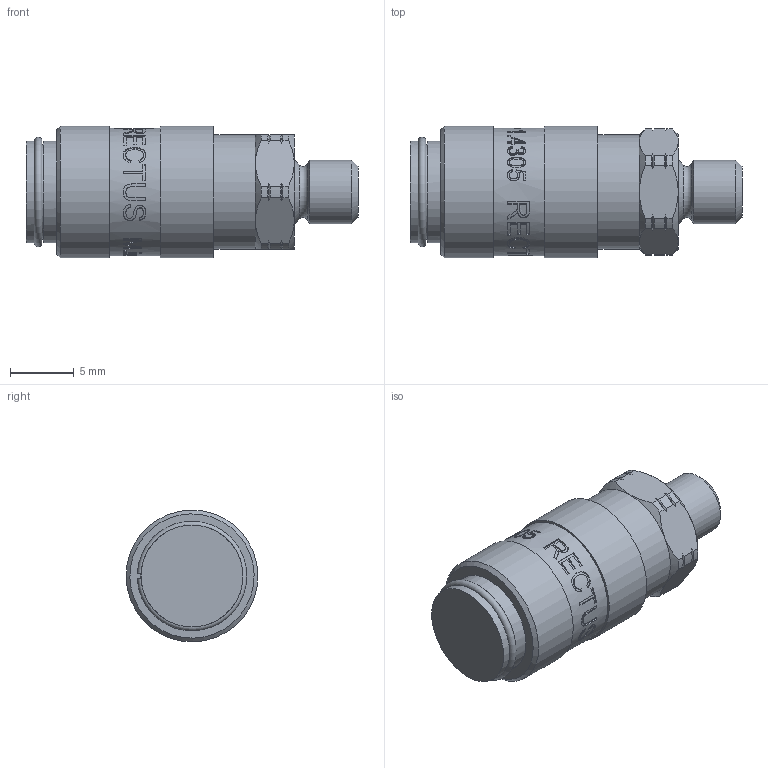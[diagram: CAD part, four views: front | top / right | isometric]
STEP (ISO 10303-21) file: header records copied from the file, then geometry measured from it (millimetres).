
FILE_DESCRIPTION((''),'2;1');
FILE_NAME('20kaam05rvx.stp','2013-06-27T08:43:39',('IA176480'),(''),'Autodesk Inventor 2013','Autodesk Inventor 2013','');
FILE_SCHEMA(('AUTOMOTIVE_DESIGN { 1 0 10303 214 1 1 1 1 }'));
Length unit declared in the file: millimetre
Products named in the file (1): D103019
Bounding box: 26.05 x 10.35 x 10.35 mm (x, y, z)
Volume: 1496.9 mm3; surface area: 1968.7 mm2
Topology: 2 solids, 6 shells, 451 faces, 1180 edges, 776 vertices
Faces by surface type: bspline 170, plane 147, cylinder 74, cone 54, torus 6
Full cylindrical faces by diameter (mm): 5 x1, 6.321 x2, 6.45 x1, 6.5 x1, 6.8 x1, 7.3 x1, 7.4 x1, 7.46 x1, 7.8 x1, 8 x5, 8.1 x1, 8.15 x2, 9 x1, 9.15 x1, 9.2 x1, 10 x1, 10.35 x2
Entity records: 54031 total; most frequent: CARTESIAN_POINT 44172, ORIENTED_EDGE 2242, DIRECTION 1328, EDGE_CURVE 1121, VERTEX_POINT 763, EDGE_LOOP 544, B_SPLINE_CURVE_WITH_KNOTS 470, AXIS2_PLACEMENT_3D 467
